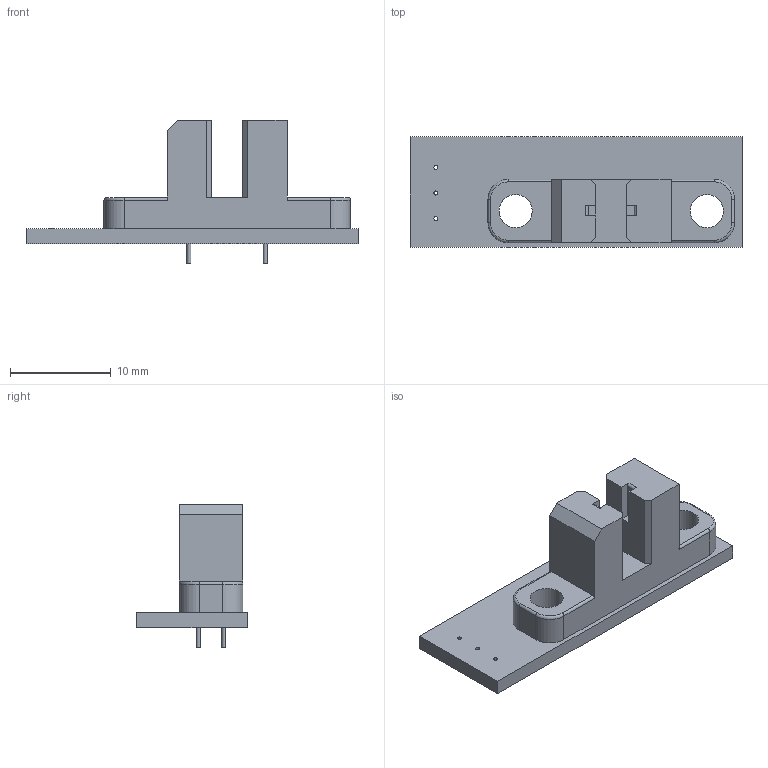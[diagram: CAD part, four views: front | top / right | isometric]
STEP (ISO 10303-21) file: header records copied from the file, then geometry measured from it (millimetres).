
FILE_DESCRIPTION(/* description */ ('Alibre Inc.'),/* implementation_level */ '2;1');
FILE_NAME(/* name */ 'export0',/* time_stamp */ '2015-07-05T23:02:58+12:00',/* author */ (''),/* organization */ (''),/* preprocessor_version */ 'ST-DEVELOPER v14',/* originating_system */ 'Alibre',/* authorisation */ '');
FILE_SCHEMA (('CONFIG_CONTROL_DESIGN'));
Length unit declared in the file: centimetre
Products named in the file (3): ID_1
Bounding box: 33 x 11 x 14.3 mm (x, y, z)
Volume: 1347.8 mm3; surface area: 1719.6 mm2
Topology: 2 solids, 2 shells, 68 faces, 172 edges, 112 vertices
Faces by surface type: plane 37, cylinder 27, torus 4
Full cylindrical faces by diameter (mm): 0.4 x11, 3.3 x4
Entity records: 2269 total; most frequent: CARTESIAN_POINT 339, DIRECTION 316, ORIENTED_EDGE 314, EDGE_CURVE 157, AXIS2_PLACEMENT_3D 130, VERTEX_POINT 112, EDGE_LOOP 109, FACE_BOUND 109
